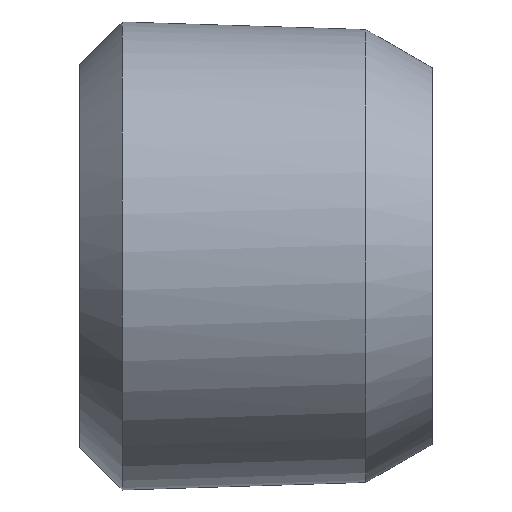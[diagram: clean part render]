
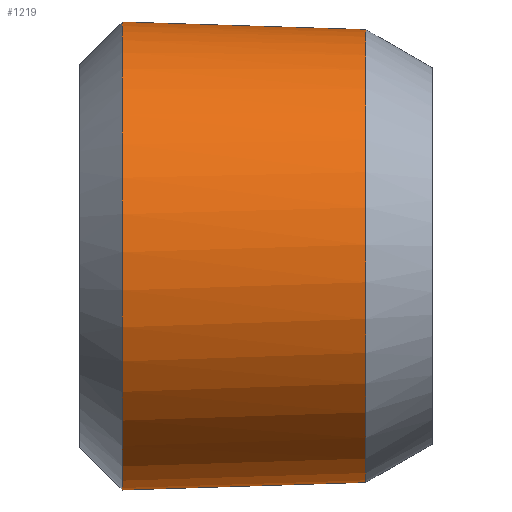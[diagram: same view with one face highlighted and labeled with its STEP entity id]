
A CAD part, left-side view. The second image highlights one B-rep face of the part: STEP entity #1219.
In plain terms, the highlighted free-form (B-spline) face has degree [1, 3] with [2, 4] control points.
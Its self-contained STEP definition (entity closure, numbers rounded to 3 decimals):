
#6 = B_SPLINE_CURVE_WITH_KNOTS ( 'NONE', 1,
 ( #73, #675 ),
 .UNSPECIFIED., .F., .F.,
 ( 2, 2 ),
 ( -1., 0. ),
 .UNSPECIFIED. ) ;
#34 = ORIENTED_EDGE ( 'NONE', *, *, #884, .T. ) ;
#49 = VERTEX_POINT ( 'NONE', #1099 ) ;
#58 = CARTESIAN_POINT ( 'NONE',  ( -9.63, 1.412, 4.815 ) ) ;
#66 = CARTESIAN_POINT ( 'NONE',  ( 0., 1.412, 4.815 ) ) ;
#73 = CARTESIAN_POINT ( 'NONE',  ( 0., 6.6, -4.977 ) ) ;
#122 = CARTESIAN_POINT ( 'NONE',  ( 0., 6.6, 4.977 ) ) ;
#129 = CARTESIAN_POINT ( 'NONE',  ( 0., 1.412, -4.815 ) ) ;
#183 = FACE_OUTER_BOUND ( 'NONE', #202, .T. ) ;
#202 = EDGE_LOOP ( 'NONE', ( #654, #34, #776, #349 ) ) ;
#337 =( BOUNDED_CURVE ( )  B_SPLINE_CURVE ( 3, ( #1226, #503, #395, #1024 ),
 .UNSPECIFIED., .F., .T. ) 
 B_SPLINE_CURVE_WITH_KNOTS ( ( 4, 4 ),
 ( -3.142, 0. ),
 .UNSPECIFIED. ) 
 CURVE ( )  GEOMETRIC_REPRESENTATION_ITEM ( )  RATIONAL_B_SPLINE_CURVE ( ( 1., 0.333, 0.333, 1. ) ) 
 REPRESENTATION_ITEM ( '' )  );
#349 = ORIENTED_EDGE ( 'NONE', *, *, #748, .T. ) ;
#370 = CARTESIAN_POINT ( 'NONE',  ( 0., 6.6, 4.977 ) ) ;
#395 = CARTESIAN_POINT ( 'NONE',  ( -9.954, 6.6, 4.977 ) ) ;
#420 = VERTEX_POINT ( 'NONE', #684 ) ;
#450 =( BOUNDED_CURVE ( )  B_SPLINE_CURVE ( 3, ( #129, #558, #566, #1094 ),
 .UNSPECIFIED., .F., .F. ) 
 B_SPLINE_CURVE_WITH_KNOTS ( ( 4, 4 ),
 ( -3.142, 0. ),
 .UNSPECIFIED. ) 
 CURVE ( )  GEOMETRIC_REPRESENTATION_ITEM ( )  RATIONAL_B_SPLINE_CURVE ( ( 1., 0.333, 0.333, 1. ) ) 
 REPRESENTATION_ITEM ( '' )  );
#464 = CARTESIAN_POINT ( 'NONE',  ( -9.954, 6.6, -4.977 ) ) ;
#503 = CARTESIAN_POINT ( 'NONE',  ( -9.954, 6.6, -4.977 ) ) ;
#558 = CARTESIAN_POINT ( 'NONE',  ( -9.63, 1.412, -4.815 ) ) ;
#566 = CARTESIAN_POINT ( 'NONE',  ( -9.63, 1.412, 4.815 ) ) ;
#626 = CARTESIAN_POINT ( 'NONE',  ( 0., 1.412, 4.815 ) ) ;
#654 = ORIENTED_EDGE ( 'NONE', *, *, #1216, .T. ) ;
#675 = CARTESIAN_POINT ( 'NONE',  ( 0., 1.412, -4.815 ) ) ;
#684 = CARTESIAN_POINT ( 'NONE',  ( 0., 6.6, 4.977 ) ) ;
#748 = EDGE_CURVE ( 'NONE', #49, #1084, #6, .T. ) ;
#751 =( BOUNDED_SURFACE ( )  B_SPLINE_SURFACE ( 1, 3, ( 
 ( #1309, #1193, #58, #66 ),
 ( #1201, #464, #895, #370 ) ),
 .UNSPECIFIED., .F., .F., .F. ) 
 B_SPLINE_SURFACE_WITH_KNOTS ( ( 2, 2 ),
 ( 4, 4 ),
 ( 0., 1. ),
 ( 0., 1. ),
 .UNSPECIFIED. ) 
 GEOMETRIC_REPRESENTATION_ITEM ( )  RATIONAL_B_SPLINE_SURFACE ( (
 ( 1., 0.333, 0.333, 1.),
 ( 1., 0.333, 0.333, 1.) ) ) 
 REPRESENTATION_ITEM ( '' )  SURFACE ( )  );
#776 = ORIENTED_EDGE ( 'NONE', *, *, #1011, .F. ) ;
#884 = EDGE_CURVE ( 'NONE', #926, #420, #942, .T. ) ;
#886 = CARTESIAN_POINT ( 'NONE',  ( 0., 1.412, 4.815 ) ) ;
#895 = CARTESIAN_POINT ( 'NONE',  ( -9.954, 6.6, 4.977 ) ) ;
#926 = VERTEX_POINT ( 'NONE', #886 ) ;
#942 = B_SPLINE_CURVE_WITH_KNOTS ( 'NONE', 1,
 ( #626, #122 ),
 .UNSPECIFIED., .F., .F.,
 ( 2, 2 ),
 ( -1., 0. ),
 .UNSPECIFIED. ) ;
#1011 = EDGE_CURVE ( 'NONE', #49, #420, #337, .T. ) ;
#1024 = CARTESIAN_POINT ( 'NONE',  ( 0., 6.6, 4.977 ) ) ;
#1084 = VERTEX_POINT ( 'NONE', #1163 ) ;
#1094 = CARTESIAN_POINT ( 'NONE',  ( 0., 1.412, 4.815 ) ) ;
#1099 = CARTESIAN_POINT ( 'NONE',  ( 0., 6.6, -4.977 ) ) ;
#1163 = CARTESIAN_POINT ( 'NONE',  ( 0., 1.412, -4.815 ) ) ;
#1193 = CARTESIAN_POINT ( 'NONE',  ( -9.63, 1.412, -4.815 ) ) ;
#1201 = CARTESIAN_POINT ( 'NONE',  ( 0., 6.6, -4.977 ) ) ;
#1216 = EDGE_CURVE ( 'NONE', #1084, #926, #450, .T. ) ;
#1219 = ADVANCED_FACE ( 'NONE', ( #183 ), #751, .F. ) ;
#1226 = CARTESIAN_POINT ( 'NONE',  ( 0., 6.6, -4.977 ) ) ;
#1309 = CARTESIAN_POINT ( 'NONE',  ( 0., 1.412, -4.815 ) ) ;
